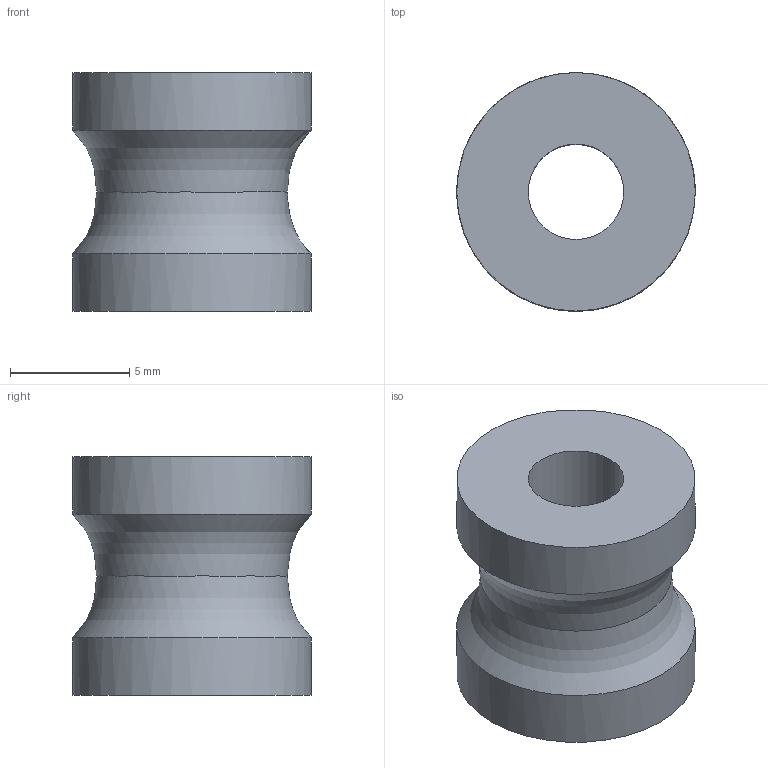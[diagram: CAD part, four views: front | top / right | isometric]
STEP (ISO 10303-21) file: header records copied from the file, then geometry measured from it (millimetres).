
FILE_DESCRIPTION(('FreeCAD Model'),'2;1');
FILE_NAME('Open CASCADE Shape Model','2024-04-04T20:39:54',('Author'),( ''),'Open CASCADE STEP processor 7.6','FreeCAD','Unknown');
FILE_SCHEMA(('AUTOMOTIVE_DESIGN { 1 0 10303 214 1 1 1 1 }'));
Length unit declared in the file: millimetre
Products named in the file (1): Cut
Bounding box: 10 x 10 x 10 mm (x, y, z)
Volume: 554.2 mm3; surface area: 564.5 mm2
Topology: 1 solids, 1 shells, 7 faces, 12 edges, 7 vertices
Faces by surface type: cylinder 3, bspline 2, plane 2
Full cylindrical faces by diameter (mm): 4 x1, 10 x2
Entity records: 617 total; most frequent: CARTESIAN_POINT 473, ORIENTED_EDGE 24, DIRECTION 23, EDGE_CURVE 12, AXIS2_PLACEMENT_3D 10, FACE_BOUND 9, EDGE_LOOP 9, ADVANCED_FACE 7
